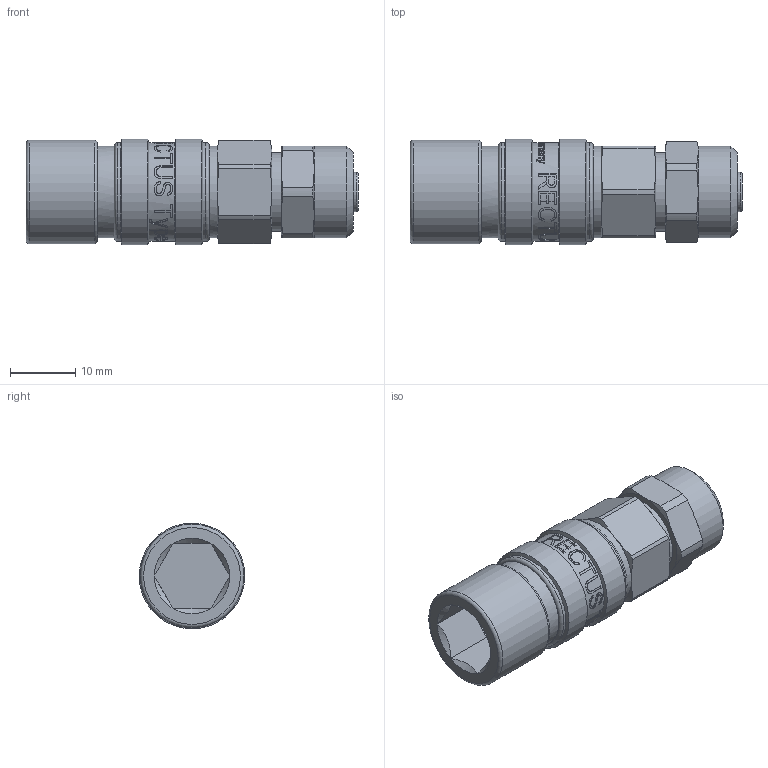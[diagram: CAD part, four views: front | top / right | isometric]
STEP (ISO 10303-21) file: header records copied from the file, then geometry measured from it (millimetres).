
FILE_DESCRIPTION(/* description */ (''),/* implementation_level */ '2;1');
FILE_NAME(/* name */ '21kbko08mpn6.stp',/* time_stamp */ '2020-08-12T16:01:04+02:00',/* author */ ('IA176480'),/* organization */ (''),/* preprocessor_version */ 'ST-DEVELOPER v17',/* originating_system */ 'Autodesk Inventor 2019',/* authorisation */ '');
FILE_SCHEMA (('CONFIG_CONTROL_DESIGN'));
Products named in the file (1): 21KBKO08MPN6
Bounding box: 50.74 x 16.15 x 16.15 mm (x, y, z)
Volume: 7407.5 mm3; surface area: 5854 mm2
Topology: 1 solids, 6 shells, 506 faces, 1379 edges, 925 vertices
Faces by surface type: bspline 211, plane 161, cylinder 79, cone 48, torus 7
Full cylindrical faces by diameter (mm): 6.05 x1, 10.052 x3, 10.4 x1, 10.45 x1, 10.6 x1, 10.7 x1, 11.153 x1, 11.4 x1, 12 x3, 12.1 x1, 12.15 x1, 14 x5, 15.1 x3, 15.8 x1, 16.15 x2
Entity records: 65867 total; most frequent: CARTESIAN_POINT 54148, ORIENTED_EDGE 2758, DIRECTION 1588, EDGE_CURVE 1379, VERTEX_POINT 925, B_SPLINE_CURVE_WITH_KNOTS 565, EDGE_LOOP 556, AXIS2_PLACEMENT_3D 550
